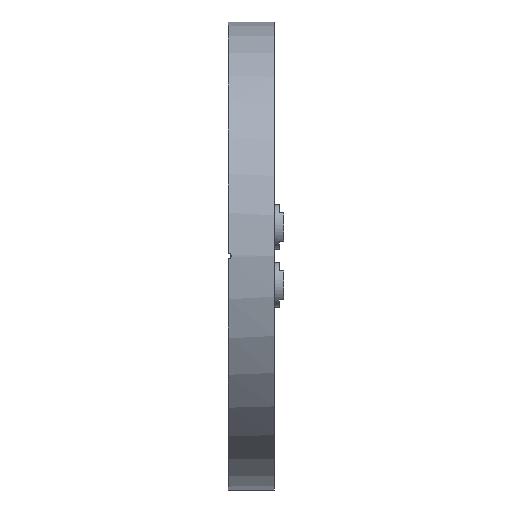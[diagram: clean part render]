
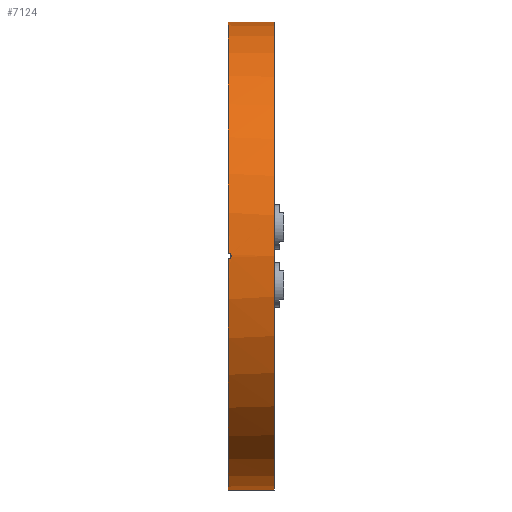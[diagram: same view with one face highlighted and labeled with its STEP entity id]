
A CAD part, left-side view. The second image highlights one B-rep face of the part: STEP entity #7124.
In plain terms, the highlighted cylindrical face has radius 76.2 mm (diameter 152.4 mm), a partial arc.
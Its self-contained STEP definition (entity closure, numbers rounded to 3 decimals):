
#43 = ORIENTED_EDGE ( 'NONE', *, *, #11214, .F. ) ;
#48 = VECTOR ( 'NONE', #9730, 1000. ) ;
#602 = VERTEX_POINT ( 'NONE', #1719 ) ;
#912 = LINE ( 'NONE', #10620, #48 ) ;
#1054 = AXIS2_PLACEMENT_3D ( 'NONE', #9593, #10726, #10664 ) ;
#1098 = CARTESIAN_POINT ( 'NONE',  ( 0., 0., 76.2 ) ) ;
#1155 = CARTESIAN_POINT ( 'NONE',  ( -76.198, -0.801, -0.613 ) ) ;
#1402 = VERTEX_POINT ( 'NONE', #5044 ) ;
#1719 = CARTESIAN_POINT ( 'NONE',  ( 0., 0., -76.2 ) ) ;
#1907 = CARTESIAN_POINT ( 'NONE',  ( 0., -15., 76.2 ) ) ;
#1963 = DIRECTION ( 'NONE',  ( 0., 1., 0. ) ) ;
#2031 = CARTESIAN_POINT ( 'NONE',  ( -76.198, -0.799, 0.615 ) ) ;
#2096 = B_SPLINE_CURVE_WITH_KNOTS ( 'NONE', 3,
 ( #3116, #4068, #7136, #7948, #4203, #2031, #11821, #7889, #9029, #2223, #11950, #11885, #1155, #7018, #3308, #5992 ),
 .UNSPECIFIED., .F., .F.,
 ( 4, 2, 2, 2, 2, 2, 2, 4 ),
 ( 0., 0., 0.001, 0.001, 0.002, 0.002, 0.002, 0.003 ),
 .UNSPECIFIED. ) ;
#2223 = CARTESIAN_POINT ( 'NONE',  ( -76.2, -1., -0.13 ) ) ;
#2250 = CARTESIAN_POINT ( 'NONE',  ( -76.193, 0., 1. ) ) ;
#2343 = DIRECTION ( 'NONE',  ( 0., 1., 0. ) ) ;
#2400 = CARTESIAN_POINT ( 'NONE',  ( 0., -15., 0. ) ) ;
#2435 = DIRECTION ( 'NONE',  ( 0., 0., 1. ) ) ;
#2722 = CIRCLE ( 'NONE', #3940, 76.2 ) ;
#2826 = EDGE_CURVE ( 'NONE', #7791, #11290, #2722, .T. ) ;
#2855 = LINE ( 'NONE', #1907, #11999 ) ;
#3116 = CARTESIAN_POINT ( 'NONE',  ( -76.193, 0., 1. ) ) ;
#3236 = CARTESIAN_POINT ( 'NONE',  ( 0., -15., 76.2 ) ) ;
#3308 = CARTESIAN_POINT ( 'NONE',  ( -76.193, -0.264, -1. ) ) ;
#3940 = AXIS2_PLACEMENT_3D ( 'NONE', #5121, #10130, #2435 ) ;
#4043 = ORIENTED_EDGE ( 'NONE', *, *, #9206, .T. ) ;
#4068 = CARTESIAN_POINT ( 'NONE',  ( -76.193, -0.132, 1. ) ) ;
#4203 = CARTESIAN_POINT ( 'NONE',  ( -76.196, -0.615, 0.799 ) ) ;
#5044 = CARTESIAN_POINT ( 'NONE',  ( -76.193, 0., -1. ) ) ;
#5121 = CARTESIAN_POINT ( 'NONE',  ( 0., 0., 0. ) ) ;
#5218 = ORIENTED_EDGE ( 'NONE', *, *, #12535, .T. ) ;
#5992 = CARTESIAN_POINT ( 'NONE',  ( -76.193, 0., -1. ) ) ;
#6163 = CARTESIAN_POINT ( 'NONE',  ( 0., -15., -76.2 ) ) ;
#6254 = CARTESIAN_POINT ( 'NONE',  ( 0., -15., 0. ) ) ;
#6319 = CYLINDRICAL_SURFACE ( 'NONE', #12250, 76.2 ) ;
#6480 = ORIENTED_EDGE ( 'NONE', *, *, #11516, .F. ) ;
#6628 = VERTEX_POINT ( 'NONE', #6163 ) ;
#6921 = ORIENTED_EDGE ( 'NONE', *, *, #9675, .T. ) ;
#7018 = CARTESIAN_POINT ( 'NONE',  ( -76.195, -0.521, -0.893 ) ) ;
#7124 = ADVANCED_FACE ( 'NONE', ( #9167 ), #6319, .T. ) ;
#7136 = CARTESIAN_POINT ( 'NONE',  ( -76.194, -0.262, 0.974 ) ) ;
#7454 = DIRECTION ( 'NONE',  ( 0., 0., 1. ) ) ;
#7791 = VERTEX_POINT ( 'NONE', #2250 ) ;
#7889 = CARTESIAN_POINT ( 'NONE',  ( -76.2, -0.974, 0.263 ) ) ;
#7948 = CARTESIAN_POINT ( 'NONE',  ( -76.195, -0.504, 0.874 ) ) ;
#9029 = CARTESIAN_POINT ( 'NONE',  ( -76.2, -1., 0.131 ) ) ;
#9128 = EDGE_LOOP ( 'NONE', ( #43, #4043, #5218, #9192, #6921, #6480 ) ) ;
#9167 = FACE_OUTER_BOUND ( 'NONE', #9128, .T. ) ;
#9192 = ORIENTED_EDGE ( 'NONE', *, *, #2826, .F. ) ;
#9201 = CIRCLE ( 'NONE', #9804, 76.2 ) ;
#9206 = EDGE_CURVE ( 'NONE', #6628, #9699, #9201, .T. ) ;
#9593 = CARTESIAN_POINT ( 'NONE',  ( 0., 0., 0. ) ) ;
#9675 = EDGE_CURVE ( 'NONE', #7791, #1402, #2096, .T. ) ;
#9699 = VERTEX_POINT ( 'NONE', #3236 ) ;
#9730 = DIRECTION ( 'NONE',  ( 0., 1., 0. ) ) ;
#9804 = AXIS2_PLACEMENT_3D ( 'NONE', #2400, #2343, #12002 ) ;
#10130 = DIRECTION ( 'NONE',  ( 0., 1., 0. ) ) ;
#10620 = CARTESIAN_POINT ( 'NONE',  ( 0., -15., -76.2 ) ) ;
#10664 = DIRECTION ( 'NONE',  ( 0., 0., 1. ) ) ;
#10726 = DIRECTION ( 'NONE',  ( 0., 1., 0. ) ) ;
#11131 = DIRECTION ( 'NONE',  ( 0., 1., 0. ) ) ;
#11214 = EDGE_CURVE ( 'NONE', #6628, #602, #912, .T. ) ;
#11290 = VERTEX_POINT ( 'NONE', #1098 ) ;
#11516 = EDGE_CURVE ( 'NONE', #602, #1402, #11593, .T. ) ;
#11593 = CIRCLE ( 'NONE', #1054, 76.2 ) ;
#11821 = CARTESIAN_POINT ( 'NONE',  ( -76.198, -0.874, 0.503 ) ) ;
#11885 = CARTESIAN_POINT ( 'NONE',  ( -76.198, -0.874, -0.503 ) ) ;
#11950 = CARTESIAN_POINT ( 'NONE',  ( -76.2, -0.974, -0.261 ) ) ;
#11999 = VECTOR ( 'NONE', #1963, 1000. ) ;
#12002 = DIRECTION ( 'NONE',  ( 0., 0., 1. ) ) ;
#12250 = AXIS2_PLACEMENT_3D ( 'NONE', #6254, #11131, #7454 ) ;
#12535 = EDGE_CURVE ( 'NONE', #9699, #11290, #2855, .T. ) ;
